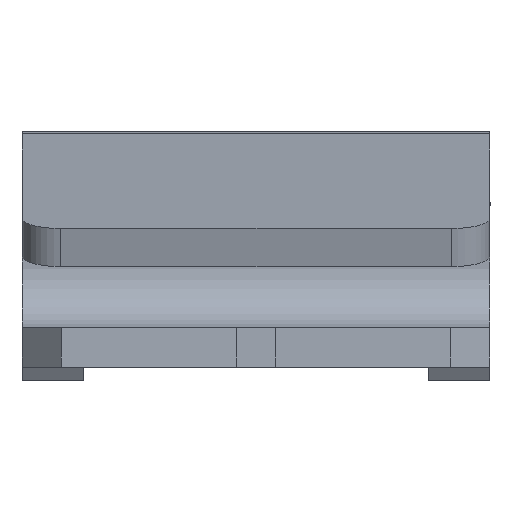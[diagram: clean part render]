
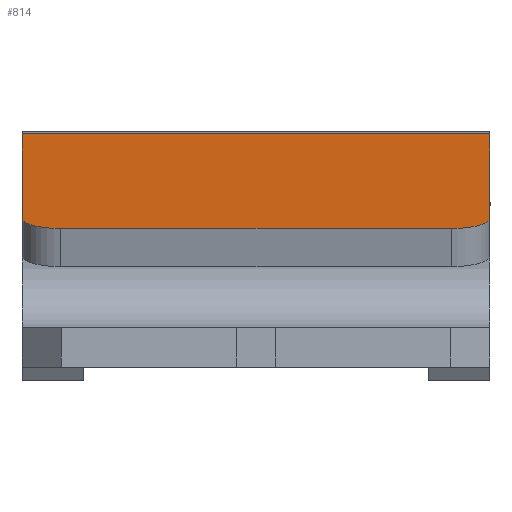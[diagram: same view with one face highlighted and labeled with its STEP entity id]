
A CAD part, front view. The second image highlights one B-rep face of the part: STEP entity #814.
In plain terms, the highlighted planar face has unit normal (0, -0.263, 0.965).
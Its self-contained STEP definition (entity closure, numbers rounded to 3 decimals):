
#5 = EDGE_CURVE ( 'NONE', #1599, #1274, #601, .T. ) ;
#34 = LINE ( 'NONE', #791, #356 ) ;
#91 = PLANE ( 'NONE',  #605 ) ;
#100 = FACE_OUTER_BOUND ( 'NONE', #436, .T. ) ;
#193 = DIRECTION ( 'NONE',  ( 0., -0.263, 0.965 ) ) ;
#203 = DIRECTION ( 'NONE',  ( 0., -0.965, -0.263 ) ) ;
#206 = CIRCLE ( 'NONE', #1246, 0.5 ) ;
#267 = EDGE_CURVE ( 'NONE', #1045, #398, #34, .T. ) ;
#317 = ORIENTED_EDGE ( 'NONE', *, *, #1333, .F. ) ;
#356 = VECTOR ( 'NONE', #1559, 1000. ) ;
#398 = VERTEX_POINT ( 'NONE', #1362 ) ;
#415 = CARTESIAN_POINT ( 'NONE',  ( -3.025, 9.222, 1.669 ) ) ;
#436 = EDGE_LOOP ( 'NONE', ( #663, #1207, #994, #317, #1113, #1624 ) ) ;
#477 = DIRECTION ( 'NONE',  ( 0., -0.965, -0.263 ) ) ;
#544 = LINE ( 'NONE', #674, #659 ) ;
#601 = CIRCLE ( 'NONE', #1448, 0.5 ) ;
#605 = AXIS2_PLACEMENT_3D ( 'NONE', #753, #624, #477 ) ;
#624 = DIRECTION ( 'NONE',  ( 0., 0.263, -0.965 ) ) ;
#659 = VECTOR ( 'NONE', #1183, 1000. ) ;
#663 = ORIENTED_EDGE ( 'NONE', *, *, #1484, .T. ) ;
#674 = CARTESIAN_POINT ( 'NONE',  ( -3.025, 8.74, 1.537 ) ) ;
#753 = CARTESIAN_POINT ( 'NONE',  ( -3.025, 8.74, 1.537 ) ) ;
#791 = CARTESIAN_POINT ( 'NONE',  ( -3.025, 8.74, 1.537 ) ) ;
#795 = EDGE_CURVE ( 'NONE', #1274, #1301, #1592, .T. ) ;
#814 = ADVANCED_FACE ( 'NONE', ( #100 ), #91, .F. ) ;
#820 = CARTESIAN_POINT ( 'NONE',  ( 2.525, 8.74, 1.537 ) ) ;
#821 = CARTESIAN_POINT ( 'NONE',  ( 2.525, 9.222, 1.669 ) ) ;
#849 = CARTESIAN_POINT ( 'NONE',  ( -2.525, 8.74, 1.537 ) ) ;
#865 = CARTESIAN_POINT ( 'NONE',  ( 3.025, 9.222, 1.669 ) ) ;
#882 = DIRECTION ( 'NONE',  ( 0., -0.263, 0.965 ) ) ;
#890 = DIRECTION ( 'NONE',  ( 1., 0., 0. ) ) ;
#900 = CARTESIAN_POINT ( 'NONE',  ( -3.025, 13.224, 2.759 ) ) ;
#994 = ORIENTED_EDGE ( 'NONE', *, *, #795, .T. ) ;
#1045 = VERTEX_POINT ( 'NONE', #415 ) ;
#1113 = ORIENTED_EDGE ( 'NONE', *, *, #267, .F. ) ;
#1158 = CARTESIAN_POINT ( 'NONE',  ( -2.525, 9.222, 1.669 ) ) ;
#1183 = DIRECTION ( 'NONE',  ( 1., 0., 0. ) ) ;
#1196 = CARTESIAN_POINT ( 'NONE',  ( 3.025, 8.74, 1.537 ) ) ;
#1207 = ORIENTED_EDGE ( 'NONE', *, *, #5, .T. ) ;
#1246 = AXIS2_PLACEMENT_3D ( 'NONE', #1158, #882, #1395 ) ;
#1274 = VERTEX_POINT ( 'NONE', #865 ) ;
#1277 = EDGE_CURVE ( 'NONE', #1045, #1607, #206, .T. ) ;
#1286 = LINE ( 'NONE', #900, #1456 ) ;
#1301 = VERTEX_POINT ( 'NONE', #1388 ) ;
#1333 = EDGE_CURVE ( 'NONE', #398, #1301, #1286, .T. ) ;
#1362 = CARTESIAN_POINT ( 'NONE',  ( -3.025, 13.224, 2.759 ) ) ;
#1388 = CARTESIAN_POINT ( 'NONE',  ( 3.025, 13.224, 2.759 ) ) ;
#1395 = DIRECTION ( 'NONE',  ( 0., -0.965, -0.263 ) ) ;
#1448 = AXIS2_PLACEMENT_3D ( 'NONE', #821, #193, #203 ) ;
#1456 = VECTOR ( 'NONE', #890, 1000. ) ;
#1466 = DIRECTION ( 'NONE',  ( 0., 0.965, 0.263 ) ) ;
#1484 = EDGE_CURVE ( 'NONE', #1607, #1599, #544, .T. ) ;
#1559 = DIRECTION ( 'NONE',  ( 0., 0.965, 0.263 ) ) ;
#1561 = VECTOR ( 'NONE', #1466, 1000. ) ;
#1592 = LINE ( 'NONE', #1196, #1561 ) ;
#1599 = VERTEX_POINT ( 'NONE', #820 ) ;
#1607 = VERTEX_POINT ( 'NONE', #849 ) ;
#1624 = ORIENTED_EDGE ( 'NONE', *, *, #1277, .T. ) ;
